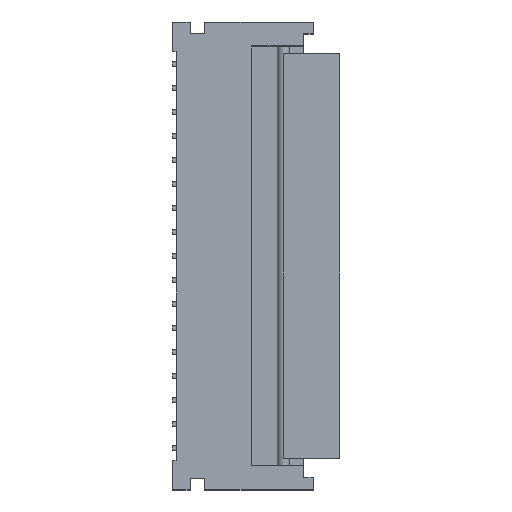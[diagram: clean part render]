
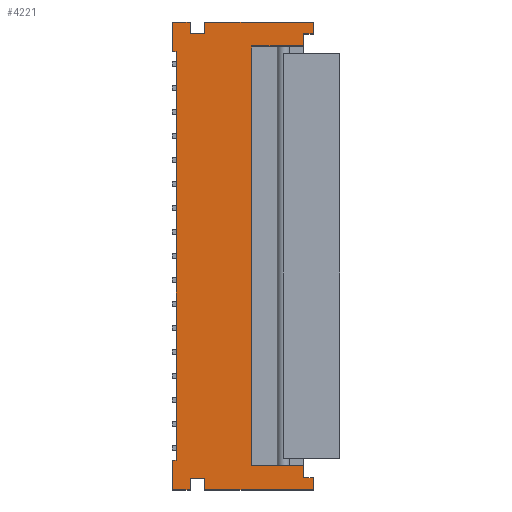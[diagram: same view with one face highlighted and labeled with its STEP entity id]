
A CAD part, top view. The second image highlights one B-rep face of the part: STEP entity #4221.
In plain terms, the highlighted planar face has unit normal (0, 0, 1).
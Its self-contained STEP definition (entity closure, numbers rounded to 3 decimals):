
#27=VECTOR('',#28,1.);
#28=DIRECTION('',(-1.,0.,0.));
#41=VECTOR('',#42,1.);
#42=DIRECTION('',(1.,0.,0.));
#48=DIRECTION('',(0.,-1.,0.));
#68=VECTOR('',#48,1.);
#82=DIRECTION('',(0.,-1.,0.));
#261=VECTOR('',#262,1.);
#262=DIRECTION('',(0.,1.,0.));
#941=DIRECTION('',(0.,0.,1.));
#965=VERTEX_POINT('',#966);
#966=CARTESIAN_POINT('',(-1.718,-5.105,0.9));
#967=ORIENTED_EDGE('',*,*,#968,.T.);
#968=EDGE_CURVE('',#965,#969,#971,.T.);
#969=VERTEX_POINT('',#970);
#970=CARTESIAN_POINT('',(-1.718,-5.85,0.9));
#971=LINE('',#966,#68);
#1854=VERTEX_POINT('',#1855);
#1855=CARTESIAN_POINT('',(-1.718,5.105,0.9));
#1857=EDGE_CURVE('',#1854,#1858,#1860,.T.);
#1858=VERTEX_POINT('',#1859);
#1859=CARTESIAN_POINT('',(-1.718,5.85,0.9));
#1860=B_SPLINE_CURVE_WITH_KNOTS('',1,(#1855,#1859),.UNSPECIFIED.,.F.,.F.,(2,2),(0.,0.745),.PIECEWISE_BEZIER_KNOTS.);
#1870=EDGE_CURVE('',#1858,#1871,#1873,.T.);
#1871=VERTEX_POINT('',#1872);
#1872=CARTESIAN_POINT('',(-1.268,5.85,0.9));
#1873=B_SPLINE_CURVE_WITH_KNOTS('',1,(#1859,#1872),.UNSPECIFIED.,.F.,.F.,(2,2),(0.,0.45),.PIECEWISE_BEZIER_KNOTS.);
#1883=EDGE_CURVE('',#1871,#1884,#1886,.T.);
#1884=VERTEX_POINT('',#1885);
#1885=CARTESIAN_POINT('',(-1.268,5.57,0.9));
#1886=B_SPLINE_CURVE_WITH_KNOTS('',1,(#1872,#1885),.UNSPECIFIED.,.F.,.F.,(2,2),(0.,0.28),.PIECEWISE_BEZIER_KNOTS.);
#1896=EDGE_CURVE('',#1884,#1897,#1899,.T.);
#1897=VERTEX_POINT('',#1898);
#1898=CARTESIAN_POINT('',(-0.903,5.57,0.9));
#1899=B_SPLINE_CURVE_WITH_KNOTS('',1,(#1885,#1898),.UNSPECIFIED.,.F.,.F.,(2,2),(0.,0.365),.PIECEWISE_BEZIER_KNOTS.);
#1909=EDGE_CURVE('',#1897,#1910,#1912,.T.);
#1910=VERTEX_POINT('',#1911);
#1911=CARTESIAN_POINT('',(-0.903,5.85,0.9));
#1912=B_SPLINE_CURVE_WITH_KNOTS('',1,(#1898,#1911),.UNSPECIFIED.,.F.,.F.,(2,2),(0.,0.28),.PIECEWISE_BEZIER_KNOTS.);
#1922=EDGE_CURVE('',#1910,#1923,#1925,.T.);
#1923=VERTEX_POINT('',#1924);
#1924=CARTESIAN_POINT('',(1.813,5.85,0.9));
#1925=B_SPLINE_CURVE_WITH_KNOTS('',1,(#1911,#1924),.UNSPECIFIED.,.F.,.F.,(2,2),(0.,2.715),.PIECEWISE_BEZIER_KNOTS.);
#1935=EDGE_CURVE('',#1923,#1936,#1938,.T.);
#1936=VERTEX_POINT('',#1937);
#1937=CARTESIAN_POINT('',(1.813,5.55,0.9));
#1938=B_SPLINE_CURVE_WITH_KNOTS('',1,(#1924,#1937),.UNSPECIFIED.,.F.,.F.,(2,2),(0.,0.3),.PIECEWISE_BEZIER_KNOTS.);
#1948=EDGE_CURVE('',#1936,#1949,#1951,.T.);
#1949=VERTEX_POINT('',#1950);
#1950=CARTESIAN_POINT('',(1.563,5.55,0.9));
#1951=B_SPLINE_CURVE_WITH_KNOTS('',1,(#1937,#1950),.UNSPECIFIED.,.F.,.F.,(2,2),(0.,0.25),.PIECEWISE_BEZIER_KNOTS.);
#1961=EDGE_CURVE('',#1949,#1962,#1964,.T.);
#1962=VERTEX_POINT('',#1963);
#1963=CARTESIAN_POINT('',(1.563,5.25,0.9));
#1964=B_SPLINE_CURVE_WITH_KNOTS('',1,(#1950,#1965),.UNSPECIFIED.,.F.,.F.,(2,2),(0.,5.55),.PIECEWISE_BEZIER_KNOTS.);
#1965=CARTESIAN_POINT('',(1.563,0.,0.9));
#3536=VERTEX_POINT('',#3537);
#3537=CARTESIAN_POINT('',(1.563,-5.55,0.9));
#3539=ORIENTED_EDGE('',*,*,#3540,.T.);
#3540=EDGE_CURVE('',#3536,#3541,#3543,.T.);
#3541=VERTEX_POINT('',#3542);
#3542=CARTESIAN_POINT('',(1.563,-5.25,0.9));
#3543=LINE('',#3537,#261);
#3557=VERTEX_POINT('',#3558);
#3558=CARTESIAN_POINT('',(1.813,-5.55,0.9));
#3560=ORIENTED_EDGE('',*,*,#3561,.T.);
#3561=EDGE_CURVE('',#3557,#3536,#3562,.T.);
#3562=LINE('',#3558,#27);
#3572=VERTEX_POINT('',#3573);
#3573=CARTESIAN_POINT('',(1.813,-5.85,0.9));
#3575=ORIENTED_EDGE('',*,*,#3576,.T.);
#3576=EDGE_CURVE('',#3572,#3557,#3577,.T.);
#3577=LINE('',#3573,#261);
#3587=VERTEX_POINT('',#3588);
#3588=CARTESIAN_POINT('',(-0.903,-5.85,0.9));
#3590=ORIENTED_EDGE('',*,*,#3591,.T.);
#3591=EDGE_CURVE('',#3587,#3572,#3592,.T.);
#3592=LINE('',#3588,#41);
#3602=VERTEX_POINT('',#3603);
#3603=CARTESIAN_POINT('',(-0.903,-5.57,0.9));
#3605=ORIENTED_EDGE('',*,*,#3606,.T.);
#3606=EDGE_CURVE('',#3602,#3587,#3607,.T.);
#3607=LINE('',#3603,#68);
#3617=VERTEX_POINT('',#3618);
#3618=CARTESIAN_POINT('',(-1.268,-5.57,0.9));
#3620=ORIENTED_EDGE('',*,*,#3621,.T.);
#3621=EDGE_CURVE('',#3617,#3602,#3622,.T.);
#3622=LINE('',#3618,#41);
#3632=VERTEX_POINT('',#3633);
#3633=CARTESIAN_POINT('',(-1.268,-5.85,0.9));
#3635=ORIENTED_EDGE('',*,*,#3636,.T.);
#3636=EDGE_CURVE('',#3632,#3617,#3637,.T.);
#3637=LINE('',#3633,#261);
#3646=ORIENTED_EDGE('',*,*,#3647,.T.);
#3647=EDGE_CURVE('',#969,#3632,#3648,.T.);
#3648=LINE('',#970,#41);
#4221=ADVANCED_FACE('',(#4222),#4265,.T.);
#4222=FACE_BOUND('',#4223,.T.);
#4223=EDGE_LOOP('',(#4224,#4231,#4236,#967,#3646,#3635,#3620,#3605,#3590,#3575,#3560,#3539,#4239,#4244,#4249,#4253,#4254,#4255,#4256,#4257,#4258,#4259,#4260,#4261,#4262));
#4224=ORIENTED_EDGE('',*,*,#4225,.F.);
#4225=EDGE_CURVE('',#4226,#4228,#4230,.T.);
#4226=VERTEX_POINT('',#4227);
#4227=CARTESIAN_POINT('',(-1.618,0.,0.9));
#4228=VERTEX_POINT('',#4229);
#4229=CARTESIAN_POINT('',(-1.618,5.105,0.9));
#4230=B_SPLINE_CURVE_WITH_KNOTS('',1,(#4227,#4229),.UNSPECIFIED.,.F.,.F.,(2,2),(0.,5.105),.PIECEWISE_BEZIER_KNOTS.);
#4231=ORIENTED_EDGE('',*,*,#4232,.T.);
#4232=EDGE_CURVE('',#4226,#4233,#4235,.T.);
#4233=VERTEX_POINT('',#4234);
#4234=CARTESIAN_POINT('',(-1.618,-5.105,0.9));
#4235=LINE('',#4227,#68);
#4236=ORIENTED_EDGE('',*,*,#4237,.T.);
#4237=EDGE_CURVE('',#4233,#965,#4238,.T.);
#4238=LINE('',#4234,#27);
#4239=ORIENTED_EDGE('',*,*,#4240,.F.);
#4240=EDGE_CURVE('',#4241,#3541,#4243,.T.);
#4241=VERTEX_POINT('',#4242);
#4242=CARTESIAN_POINT('',(0.273,-5.25,0.9));
#4243=LINE('',#4242,#41);
#4244=ORIENTED_EDGE('',*,*,#4245,.F.);
#4245=EDGE_CURVE('',#4246,#4241,#4248,.T.);
#4246=VERTEX_POINT('',#4247);
#4247=CARTESIAN_POINT('',(0.273,5.25,0.9));
#4248=LINE('',#4247,#68);
#4249=ORIENTED_EDGE('',*,*,#4250,.F.);
#4250=EDGE_CURVE('',#1962,#4246,#4251,.T.);
#4251=LINE('',#4252,#27);
#4252=CARTESIAN_POINT('',(1.813,5.25,0.9));
#4253=ORIENTED_EDGE('',*,*,#1961,.F.);
#4254=ORIENTED_EDGE('',*,*,#1948,.F.);
#4255=ORIENTED_EDGE('',*,*,#1935,.F.);
#4256=ORIENTED_EDGE('',*,*,#1922,.F.);
#4257=ORIENTED_EDGE('',*,*,#1909,.F.);
#4258=ORIENTED_EDGE('',*,*,#1896,.F.);
#4259=ORIENTED_EDGE('',*,*,#1883,.F.);
#4260=ORIENTED_EDGE('',*,*,#1870,.F.);
#4261=ORIENTED_EDGE('',*,*,#1857,.F.);
#4262=ORIENTED_EDGE('',*,*,#4263,.F.);
#4263=EDGE_CURVE('',#4228,#1854,#4264,.T.);
#4264=B_SPLINE_CURVE_WITH_KNOTS('',1,(#4229,#1855),.UNSPECIFIED.,.F.,.F.,(2,2),(0.,0.1),.PIECEWISE_BEZIER_KNOTS.);
#4265=PLANE('',#4266);
#4266=AXIS2_PLACEMENT_3D('',#4267,#941,#82);
#4267=CARTESIAN_POINT('',(-0.031,0.,0.9));
